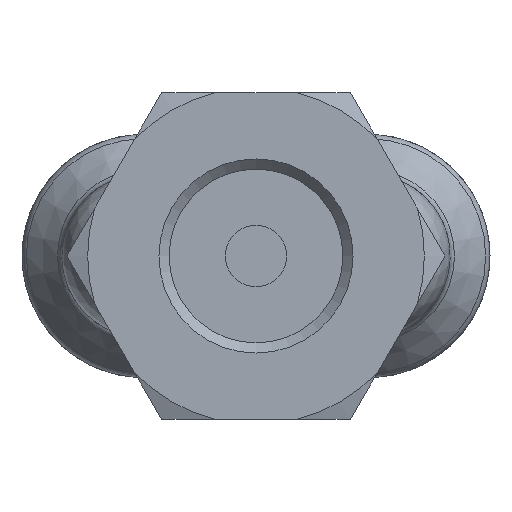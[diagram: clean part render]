
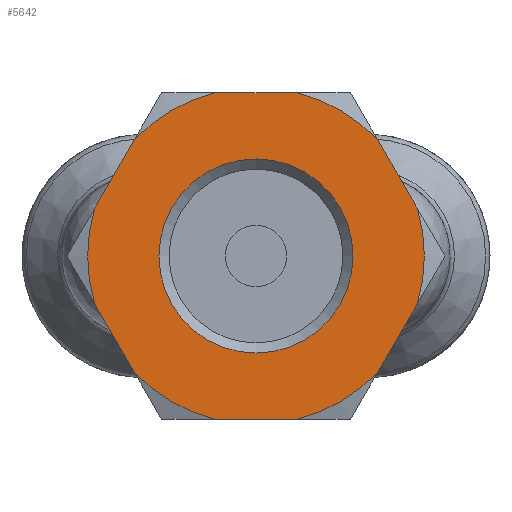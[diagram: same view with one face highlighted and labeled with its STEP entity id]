
A CAD part, front view. The second image highlights one B-rep face of the part: STEP entity #5642.
In plain terms, the highlighted face is planar.
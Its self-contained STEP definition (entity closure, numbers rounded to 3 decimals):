
#5507=CARTESIAN_POINT('',(-24.8,0.,-4.75));
#5508=VERTEX_POINT('',#5507);
#5509=CARTESIAN_POINT('',(-24.8,0.,0.0));
#5510=DIRECTION('',(-1.0,0.0,0.0));
#5511=DIRECTION('',(0.0,0.0,1.0));
#5512=AXIS2_PLACEMENT_3D('',#5509,#5510,#5511);
#5513=CIRCLE('',#5512,4.75);
#5514=EDGE_CURVE('',#5508,#5508,#5513,.T.);
#5530=CARTESIAN_POINT('',(-24.8,6.861,0.0));
#5531=DIRECTION('',(-1.0,0.0,0.0));
#5532=DIRECTION('',(0.0,0.0,1.0));
#5533=AXIS2_PLACEMENT_3D('',#5530,#5531,#5532);
#5534=PLANE('',#5533);
#5535=CARTESIAN_POINT('',(-24.8,7.91,2.299));
#5536=VERTEX_POINT('',#5535);
#5537=CARTESIAN_POINT('',(-24.8,7.91,-2.299));
#5538=VERTEX_POINT('',#5537);
#5539=CARTESIAN_POINT('',(-24.8,0.,0.0));
#5540=DIRECTION('',(-1.0,0.0,0.0));
#5541=DIRECTION('',(0.0,1.0,0.0));
#5542=AXIS2_PLACEMENT_3D('',#5539,#5540,#5541);
#5543=CIRCLE('',#5542,8.238);
#5544=EDGE_CURVE('',#5536,#5538,#5543,.T.);
#5545=ORIENTED_EDGE('',*,*,#5544,.T.);
#5546=CARTESIAN_POINT('',(-24.8,5.946,-5.701));
#5547=VERTEX_POINT('',#5546);
#5548=CARTESIAN_POINT('',(-24.8,5.946,-5.701));
#5549=DIRECTION('',(0.0,0.5,0.866));
#5550=VECTOR('',#5549,3.928);
#5551=LINE('',#5548,#5550);
#5552=EDGE_CURVE('',#5547,#5538,#5551,.T.);
#5553=ORIENTED_EDGE('',*,*,#5552,.F.);
#5554=CARTESIAN_POINT('',(-24.8,1.964,-8.));
#5555=VERTEX_POINT('',#5554);
#5556=CARTESIAN_POINT('',(-24.8,0.,0.0));
#5557=DIRECTION('',(-1.0,0.0,0.0));
#5558=DIRECTION('',(0.0,1.0,0.0));
#5559=AXIS2_PLACEMENT_3D('',#5556,#5557,#5558);
#5560=CIRCLE('',#5559,8.238);
#5561=EDGE_CURVE('',#5547,#5555,#5560,.T.);
#5562=ORIENTED_EDGE('',*,*,#5561,.T.);
#5563=CARTESIAN_POINT('',(-24.8,-1.964,-8.));
#5564=VERTEX_POINT('',#5563);
#5565=CARTESIAN_POINT('',(-24.8,-1.964,-8.));
#5566=DIRECTION('',(0.0,1.0,0.0));
#5567=VECTOR('',#5566,3.928);
#5568=LINE('',#5565,#5567);
#5569=EDGE_CURVE('',#5564,#5555,#5568,.T.);
#5570=ORIENTED_EDGE('',*,*,#5569,.F.);
#5571=CARTESIAN_POINT('',(-24.8,-5.946,-5.701));
#5572=VERTEX_POINT('',#5571);
#5573=CARTESIAN_POINT('',(-24.8,0.,0.0));
#5574=DIRECTION('',(-1.0,0.0,0.0));
#5575=DIRECTION('',(0.0,1.0,0.0));
#5576=AXIS2_PLACEMENT_3D('',#5573,#5574,#5575);
#5577=CIRCLE('',#5576,8.238);
#5578=EDGE_CURVE('',#5564,#5572,#5577,.T.);
#5579=ORIENTED_EDGE('',*,*,#5578,.T.);
#5580=CARTESIAN_POINT('',(-24.8,-7.91,-2.299));
#5581=VERTEX_POINT('',#5580);
#5582=CARTESIAN_POINT('',(-24.8,-7.91,-2.299));
#5583=DIRECTION('',(0.0,0.5,-0.866));
#5584=VECTOR('',#5583,3.928);
#5585=LINE('',#5582,#5584);
#5586=EDGE_CURVE('',#5581,#5572,#5585,.T.);
#5587=ORIENTED_EDGE('',*,*,#5586,.F.);
#5588=CARTESIAN_POINT('',(-24.8,-7.91,2.299));
#5589=VERTEX_POINT('',#5588);
#5590=CARTESIAN_POINT('',(-24.8,0.,0.0));
#5591=DIRECTION('',(-1.0,0.0,0.0));
#5592=DIRECTION('',(0.0,1.0,0.0));
#5593=AXIS2_PLACEMENT_3D('',#5590,#5591,#5592);
#5594=CIRCLE('',#5593,8.238);
#5595=EDGE_CURVE('',#5581,#5589,#5594,.T.);
#5596=ORIENTED_EDGE('',*,*,#5595,.T.);
#5597=CARTESIAN_POINT('',(-24.8,-5.946,5.701));
#5598=VERTEX_POINT('',#5597);
#5599=CARTESIAN_POINT('',(-24.8,-5.946,5.701));
#5600=DIRECTION('',(0.0,-0.5,-0.866));
#5601=VECTOR('',#5600,3.928);
#5602=LINE('',#5599,#5601);
#5603=EDGE_CURVE('',#5598,#5589,#5602,.T.);
#5604=ORIENTED_EDGE('',*,*,#5603,.F.);
#5605=CARTESIAN_POINT('',(-24.8,-1.964,8.));
#5606=VERTEX_POINT('',#5605);
#5607=CARTESIAN_POINT('',(-24.8,0.,0.0));
#5608=DIRECTION('',(-1.0,0.0,0.0));
#5609=DIRECTION('',(0.0,1.0,0.0));
#5610=AXIS2_PLACEMENT_3D('',#5607,#5608,#5609);
#5611=CIRCLE('',#5610,8.238);
#5612=EDGE_CURVE('',#5598,#5606,#5611,.T.);
#5613=ORIENTED_EDGE('',*,*,#5612,.T.);
#5614=CARTESIAN_POINT('',(-24.8,1.964,8.));
#5615=VERTEX_POINT('',#5614);
#5616=CARTESIAN_POINT('',(-24.8,1.964,8.));
#5617=DIRECTION('',(0.0,-1.0,0.0));
#5618=VECTOR('',#5617,3.928);
#5619=LINE('',#5616,#5618);
#5620=EDGE_CURVE('',#5615,#5606,#5619,.T.);
#5621=ORIENTED_EDGE('',*,*,#5620,.F.);
#5622=CARTESIAN_POINT('',(-24.8,5.946,5.701));
#5623=VERTEX_POINT('',#5622);
#5624=CARTESIAN_POINT('',(-24.8,0.,0.0));
#5625=DIRECTION('',(-1.0,0.0,0.0));
#5626=DIRECTION('',(0.0,1.0,0.0));
#5627=AXIS2_PLACEMENT_3D('',#5624,#5625,#5626);
#5628=CIRCLE('',#5627,8.238);
#5629=EDGE_CURVE('',#5615,#5623,#5628,.T.);
#5630=ORIENTED_EDGE('',*,*,#5629,.T.);
#5631=CARTESIAN_POINT('',(-24.8,7.91,2.299));
#5632=DIRECTION('',(0.0,-0.5,0.866));
#5633=VECTOR('',#5632,3.928);
#5634=LINE('',#5631,#5633);
#5635=EDGE_CURVE('',#5536,#5623,#5634,.T.);
#5636=ORIENTED_EDGE('',*,*,#5635,.F.);
#5637=EDGE_LOOP('',(#5545,#5553,#5562,#5570,#5579,#5587,#5596,#5604,#5613,#5621,#5630,#5636));
#5638=FACE_OUTER_BOUND('',#5637,.T.);
#5639=ORIENTED_EDGE('',*,*,#5514,.F.);
#5640=EDGE_LOOP('',(#5639));
#5641=FACE_BOUND('',#5640,.T.);
#5642=ADVANCED_FACE('',(#5638,#5641),#5534,.T.);
